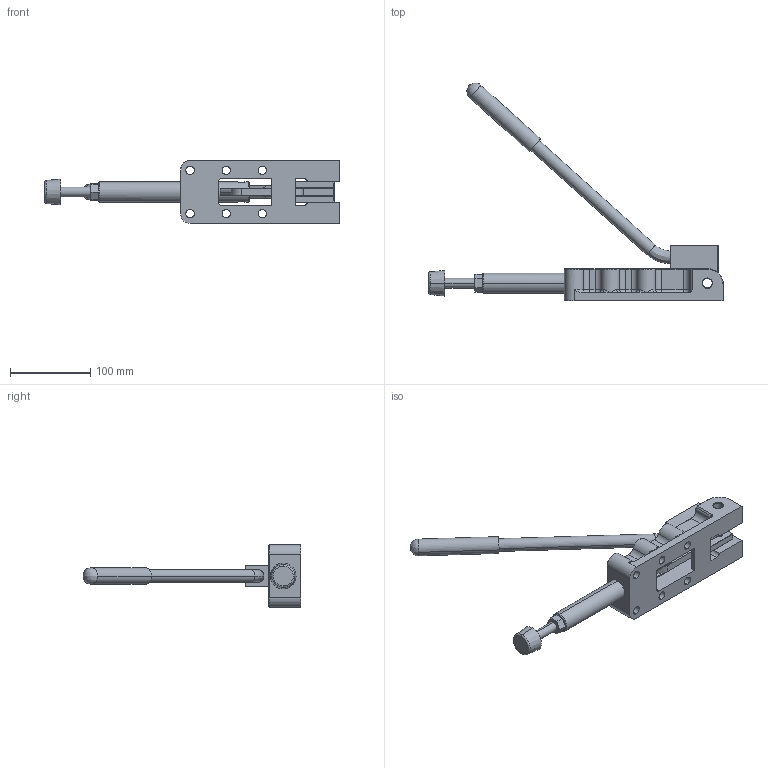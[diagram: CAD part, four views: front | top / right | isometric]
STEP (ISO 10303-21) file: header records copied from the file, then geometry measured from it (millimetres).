
FILE_DESCRIPTION (( 'STEP AP214' ), '1' );
FILE_NAME ('M66C-7_Montaj.STEP', '2023-03-30T10:40:54', ( '' ), ( '' ), 'SwSTEP 2.0', 'SolidWorks 2015', '' );
FILE_SCHEMA (( 'AUTOMOTIVE_DESIGN' ));
Length unit declared in the file: millimetre
Products named in the file (9): M66C-7-08_Altikose Basli Civata; M66C-7-03_Baski Tirnagi; M66C-7-07_Altikose Somun; M66C-7-06_Sap; M66C-7-05_Celik Kol; M66C-7-01_Ayak_; M66C-7_Montaj; M66C-7-04_Baski Mili_1; M66C-7-02_Mafsal
Assembly tree (8 placements, depth 2):
  M66C-7_Montaj
    M66C-7-02_Mafsal
    M66C-7-08_Altikose Basli Civata
    M66C-7-06_Sap
    M66C-7-05_Celik Kol
    M66C-7-01_Ayak_
    M66C-7-03_Baski Tirnagi
    M66C-7-04_Baski Mili_1
    M66C-7-07_Altikose Somun
Bounding box: 367.25 x 271.31 x 78 mm (x, y, z)
Volume: 599398.9 mm3; surface area: 149171.5 mm2
Topology: 8 solids, 8 shells, 371 faces, 903 edges, 534 vertices
Faces by surface type: plane 127, cone 100, cylinder 98, bspline 34, torus 12
Entity records: 17486 total; most frequent: CARTESIAN_POINT 4488, DIRECTION 1804, ORIENTED_EDGE 1774, EDGE_CURVE 887, AXIS2_PLACEMENT_3D 675, VERTEX_POINT 534, VECTOR 454, LINE 454
